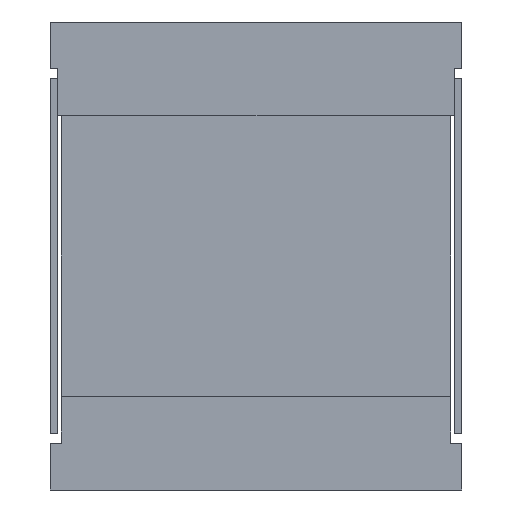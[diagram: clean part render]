
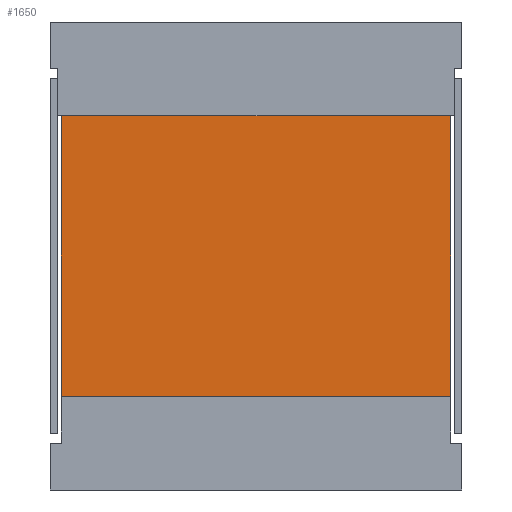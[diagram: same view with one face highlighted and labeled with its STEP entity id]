
A CAD part, left-side view. The second image highlights one B-rep face of the part: STEP entity #1650.
In plain terms, the highlighted face is planar.
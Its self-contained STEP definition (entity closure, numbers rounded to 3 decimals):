
#1611=CARTESIAN_POINT('',(55.0,37.5,-135.0));
#1612=DIRECTION('',(0.0,0.0,1.0));
#1613=DIRECTION('',(1.0,0.0,0.0));
#1614=AXIS2_PLACEMENT_3D('',#1611,#1612,#1613);
#1615=PLANE('',#1614);
#1616=CARTESIAN_POINT('',(52.0,-37.5,-135.0));
#1617=VERTEX_POINT('',#1616);
#1618=CARTESIAN_POINT('',(52.0,37.5,-135.0));
#1619=VERTEX_POINT('',#1618);
#1620=CARTESIAN_POINT('',(52.0,-37.5,-135.0));
#1621=DIRECTION('',(0.0,1.0,0.0));
#1622=VECTOR('',#1621,75.0);
#1623=LINE('',#1620,#1622);
#1624=EDGE_CURVE('',#1617,#1619,#1623,.T.);
#1625=ORIENTED_EDGE('',*,*,#1624,.F.);
#1626=CARTESIAN_POINT('',(-52.0,-37.5,-135.0));
#1627=VERTEX_POINT('',#1626);
#1628=CARTESIAN_POINT('',(52.0,-37.5,-135.0));
#1629=DIRECTION('',(-1.0,0.0,0.0));
#1630=VECTOR('',#1629,104.0);
#1631=LINE('',#1628,#1630);
#1632=EDGE_CURVE('',#1617,#1627,#1631,.T.);
#1633=ORIENTED_EDGE('',*,*,#1632,.T.);
#1634=CARTESIAN_POINT('',(-52.0,37.5,-135.0));
#1635=VERTEX_POINT('',#1634);
#1636=CARTESIAN_POINT('',(-52.0,37.5,-135.0));
#1637=DIRECTION('',(0.0,-1.0,0.0));
#1638=VECTOR('',#1637,75.0);
#1639=LINE('',#1636,#1638);
#1640=EDGE_CURVE('',#1635,#1627,#1639,.T.);
#1641=ORIENTED_EDGE('',*,*,#1640,.F.);
#1642=CARTESIAN_POINT('',(52.0,37.5,-135.0));
#1643=DIRECTION('',(-1.0,0.0,0.0));
#1644=VECTOR('',#1643,104.0);
#1645=LINE('',#1642,#1644);
#1646=EDGE_CURVE('',#1619,#1635,#1645,.T.);
#1647=ORIENTED_EDGE('',*,*,#1646,.F.);
#1648=EDGE_LOOP('',(#1625,#1633,#1641,#1647));
#1649=FACE_OUTER_BOUND('',#1648,.T.);
#1650=ADVANCED_FACE('',(#1649),#1615,.F.);
